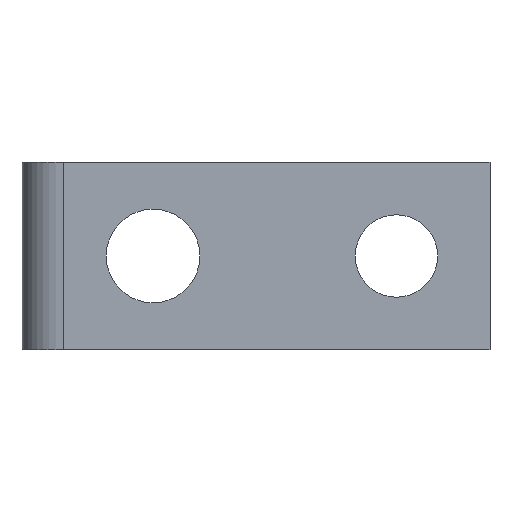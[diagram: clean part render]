
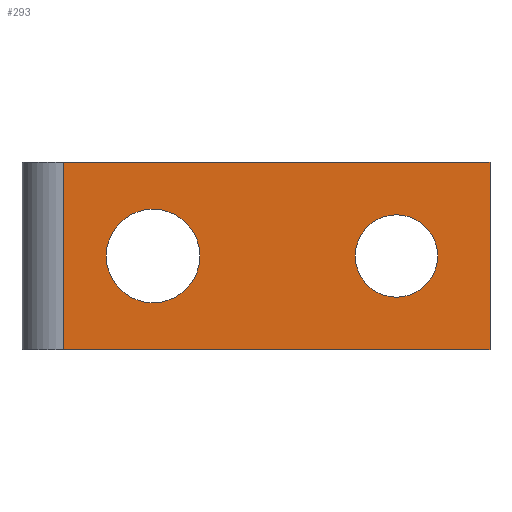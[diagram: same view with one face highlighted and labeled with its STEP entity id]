
A CAD part, front view. The second image highlights one B-rep face of the part: STEP entity #293.
In plain terms, the highlighted planar face has unit normal (0, -1, 0).
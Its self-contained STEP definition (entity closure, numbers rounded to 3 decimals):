
#3 = VERTEX_POINT ( 'NONE', #470 ) ;
#5 = DIRECTION ( 'NONE',  ( 0., 0., 1. ) ) ;
#8 = CARTESIAN_POINT ( 'NONE',  ( 25., 0., 10. ) ) ;
#14 = CARTESIAN_POINT ( 'NONE',  ( 25., 0., 10. ) ) ;
#45 = CARTESIAN_POINT ( 'NONE',  ( 2.2, 0., 0. ) ) ;
#64 = CIRCLE ( 'NONE', #107, 2.5 ) ;
#72 = DIRECTION ( 'NONE',  ( 1., 0., 0. ) ) ;
#76 = VECTOR ( 'NONE', #673, 1000. ) ;
#86 = DIRECTION ( 'NONE',  ( 0., -1., 0. ) ) ;
#97 = EDGE_CURVE ( 'NONE', #373, #101, #486, .T. ) ;
#101 = VERTEX_POINT ( 'NONE', #45 ) ;
#103 = LINE ( 'NONE', #327, #224 ) ;
#107 = AXIS2_PLACEMENT_3D ( 'NONE', #179, #229, #5 ) ;
#118 = CARTESIAN_POINT ( 'NONE',  ( 20., 0., 7.2 ) ) ;
#122 = AXIS2_PLACEMENT_3D ( 'NONE', #574, #356, #411 ) ;
#125 = EDGE_LOOP ( 'NONE', ( #289, #143, #130, #369 ) ) ;
#126 = EDGE_CURVE ( 'NONE', #373, #162, #103, .T. ) ;
#130 = ORIENTED_EDGE ( 'NONE', *, *, #126, .F. ) ;
#133 = LINE ( 'NONE', #684, #668 ) ;
#143 = ORIENTED_EDGE ( 'NONE', *, *, #370, .F. ) ;
#146 = DIRECTION ( 'NONE',  ( 0., 0., 1. ) ) ;
#154 = VECTOR ( 'NONE', #704, 1000. ) ;
#162 = VERTEX_POINT ( 'NONE', #14 ) ;
#179 = CARTESIAN_POINT ( 'NONE',  ( 7., 0., 5. ) ) ;
#189 = PLANE ( 'NONE',  #122 ) ;
#205 = DIRECTION ( 'NONE',  ( 1., 0., 0. ) ) ;
#213 = VERTEX_POINT ( 'NONE', #118 ) ;
#224 = VECTOR ( 'NONE', #205, 1000. ) ;
#229 = DIRECTION ( 'NONE',  ( 0., -1., 0. ) ) ;
#246 = AXIS2_PLACEMENT_3D ( 'NONE', #698, #86, #646 ) ;
#269 = ORIENTED_EDGE ( 'NONE', *, *, #542, .F. ) ;
#274 = FACE_BOUND ( 'NONE', #721, .T. ) ;
#289 = ORIENTED_EDGE ( 'NONE', *, *, #299, .T. ) ;
#293 = ADVANCED_FACE ( 'NONE', ( #274, #634, #520 ), #189, .F. ) ;
#299 = EDGE_CURVE ( 'NONE', #101, #641, #133, .T. ) ;
#308 = CIRCLE ( 'NONE', #246, 2.5 ) ;
#327 = CARTESIAN_POINT ( 'NONE',  ( 0., 0., 10. ) ) ;
#346 = ORIENTED_EDGE ( 'NONE', *, *, #715, .F. ) ;
#356 = DIRECTION ( 'NONE',  ( 0., 1., 0. ) ) ;
#361 = CARTESIAN_POINT ( 'NONE',  ( 7., 0., 2.5 ) ) ;
#369 = ORIENTED_EDGE ( 'NONE', *, *, #97, .T. ) ;
#370 = EDGE_CURVE ( 'NONE', #162, #641, #661, .T. ) ;
#373 = VERTEX_POINT ( 'NONE', #608 ) ;
#411 = DIRECTION ( 'NONE',  ( 0., 0., 1. ) ) ;
#418 = VERTEX_POINT ( 'NONE', #618 ) ;
#448 = EDGE_CURVE ( 'NONE', #213, #3, #624, .T. ) ;
#463 = CIRCLE ( 'NONE', #530, 2.2 ) ;
#470 = CARTESIAN_POINT ( 'NONE',  ( 20., 0., 2.8 ) ) ;
#486 = LINE ( 'NONE', #493, #154 ) ;
#488 = CARTESIAN_POINT ( 'NONE',  ( 20., 0., 5. ) ) ;
#493 = CARTESIAN_POINT ( 'NONE',  ( 2.2, 0., 10. ) ) ;
#494 = ORIENTED_EDGE ( 'NONE', *, *, #529, .F. ) ;
#499 = CARTESIAN_POINT ( 'NONE',  ( 20., 0., 5. ) ) ;
#520 = FACE_OUTER_BOUND ( 'NONE', #125, .T. ) ;
#529 = EDGE_CURVE ( 'NONE', #418, #620, #308, .T. ) ;
#530 = AXIS2_PLACEMENT_3D ( 'NONE', #488, #649, #146 ) ;
#542 = EDGE_CURVE ( 'NONE', #3, #213, #463, .T. ) ;
#553 = DIRECTION ( 'NONE',  ( 0., -1., 0. ) ) ;
#555 = ORIENTED_EDGE ( 'NONE', *, *, #448, .F. ) ;
#573 = CARTESIAN_POINT ( 'NONE',  ( 25., 0., 0. ) ) ;
#574 = CARTESIAN_POINT ( 'NONE',  ( 0., 0., 10. ) ) ;
#608 = CARTESIAN_POINT ( 'NONE',  ( 2.2, 0., 10. ) ) ;
#611 = EDGE_LOOP ( 'NONE', ( #494, #346 ) ) ;
#618 = CARTESIAN_POINT ( 'NONE',  ( 7., 0., 7.5 ) ) ;
#620 = VERTEX_POINT ( 'NONE', #361 ) ;
#624 = CIRCLE ( 'NONE', #645, 2.2 ) ;
#634 = FACE_BOUND ( 'NONE', #611, .T. ) ;
#641 = VERTEX_POINT ( 'NONE', #573 ) ;
#645 = AXIS2_PLACEMENT_3D ( 'NONE', #499, #553, #665 ) ;
#646 = DIRECTION ( 'NONE',  ( 0., 0., 1. ) ) ;
#649 = DIRECTION ( 'NONE',  ( 0., -1., 0. ) ) ;
#661 = LINE ( 'NONE', #8, #76 ) ;
#665 = DIRECTION ( 'NONE',  ( 0., 0., 1. ) ) ;
#668 = VECTOR ( 'NONE', #72, 1000. ) ;
#673 = DIRECTION ( 'NONE',  ( 0., 0., -1. ) ) ;
#684 = CARTESIAN_POINT ( 'NONE',  ( 0., 0., 0. ) ) ;
#698 = CARTESIAN_POINT ( 'NONE',  ( 7., 0., 5. ) ) ;
#704 = DIRECTION ( 'NONE',  ( 0., 0., -1. ) ) ;
#715 = EDGE_CURVE ( 'NONE', #620, #418, #64, .T. ) ;
#721 = EDGE_LOOP ( 'NONE', ( #555, #269 ) ) ;
